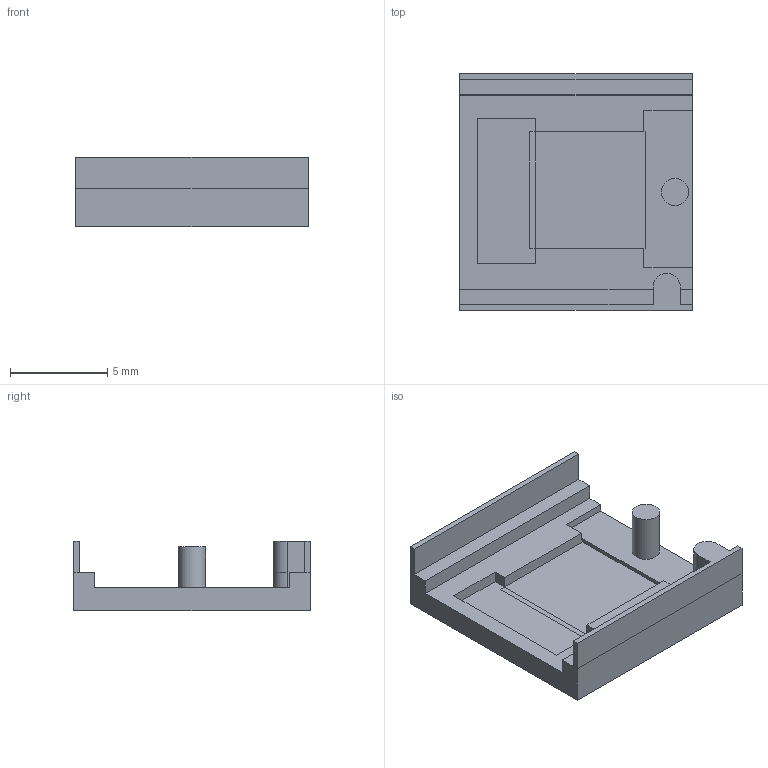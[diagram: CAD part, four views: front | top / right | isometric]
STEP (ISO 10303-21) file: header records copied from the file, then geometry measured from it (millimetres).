
FILE_DESCRIPTION(('FreeCAD Model'),'2;1');
FILE_NAME('tomu_0.4_case_short_v0.4.4.step','2018-02-13T12:49:34',(''),(''), 'Open CASCADE STEP processor 6.8','FreeCAD','Unknown');
FILE_SCHEMA(('AUTOMOTIVE_DESIGN_CC2 { 1 2 10303 214 -1 1 5 4 }'));
Length unit declared in the file: millimetre
Products named in the file (1): Guiding_slots_sketch
Bounding box: 12 x 12.2 x 3.6 mm (x, y, z)
Volume: 174.3 mm3; surface area: 504 mm2
Topology: 1 solids, 1 shells, 47 faces, 118 edges, 74 vertices
Faces by surface type: plane 44, cylinder 3
Full cylindrical faces by diameter (mm): 1.4 x1
Entity records: 2898 total; most frequent: CARTESIAN_POINT 516, DIRECTION 425, LINE 317, VECTOR 317, ORIENTED_EDGE 236, PCURVE 236, DEFINITIONAL_REPRESENTATION 236, EDGE_CURVE 118
